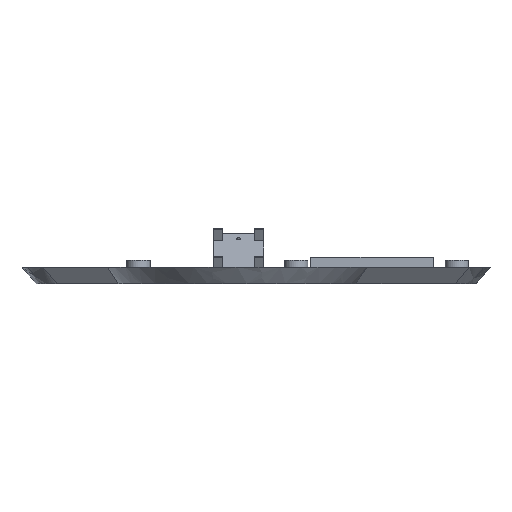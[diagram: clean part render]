
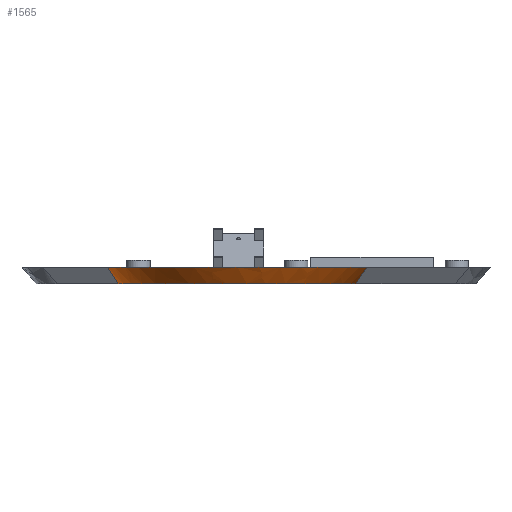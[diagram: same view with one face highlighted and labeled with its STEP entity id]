
A CAD part, left-side view. The second image highlights one B-rep face of the part: STEP entity #1565.
In plain terms, the highlighted free-form (B-spline) face has degree [3, 3] with [10, 4] control points.
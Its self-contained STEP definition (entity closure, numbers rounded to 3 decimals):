
#46=B_SPLINE_SURFACE_WITH_KNOTS('',3,3,((#3429,#3430,#3431,#3432),(#3433,
#3434,#3435,#3436),(#3437,#3438,#3439,#3440),(#3441,#3442,#3443,#3444),
(#3445,#3446,#3447,#3448),(#3449,#3450,#3451,#3452),(#3453,#3454,#3455,
#3456),(#3457,#3458,#3459,#3460),(#3461,#3462,#3463,#3464),(#3465,#3466,
#3467,#3468)),.UNSPECIFIED.,.F.,.F.,.F.,(4,1,1,1,1,1,1,4),(4,4),(0.,0.143,
0.286,0.429,0.571,0.714,
0.857,1.),(0.,1.),.UNSPECIFIED.);
#262=FACE_OUTER_BOUND('',#379,.T.);
#379=EDGE_LOOP('',(#1420,#1421,#1422,#1423));
#517=LINE('',#3428,#646);
#518=LINE('',#3471,#647);
#646=VECTOR('',#2205,7.172);
#647=VECTOR('',#2208,10.);
#702=CIRCLE('',#1768,40.);
#704=CIRCLE('',#1773,36.);
#826=VERTEX_POINT('',#2720);
#827=VERTEX_POINT('',#2722);
#838=VERTEX_POINT('',#3426);
#839=VERTEX_POINT('',#3469);
#1019=EDGE_CURVE('',#826,#827,#702,.T.);
#1038=EDGE_CURVE('',#838,#826,#517,.T.);
#1039=EDGE_CURVE('',#838,#839,#704,.T.);
#1040=EDGE_CURVE('',#839,#827,#518,.T.);
#1420=ORIENTED_EDGE('',*,*,#1039,.T.);
#1421=ORIENTED_EDGE('',*,*,#1040,.T.);
#1422=ORIENTED_EDGE('',*,*,#1019,.F.);
#1423=ORIENTED_EDGE('',*,*,#1038,.F.);
#1565=ADVANCED_FACE('',(#262),#46,.T.);
#1768=AXIS2_PLACEMENT_3D('',#2723,#2185,#2186);
#1773=AXIS2_PLACEMENT_3D('',#3470,#2206,#2207);
#2185=DIRECTION('center_axis',(0.,0.,1.));
#2186=DIRECTION('ref_axis',(-0.251,0.968,0.));
#2205=DIRECTION('',(-0.558,0.451,0.697));
#2206=DIRECTION('center_axis',(0.,0.,1.));
#2207=DIRECTION('ref_axis',(-0.167,0.986,0.));
#2208=DIRECTION('',(-0.558,-0.451,0.697));
#2720=CARTESIAN_POINT('',(0.,114.339,0.));
#2722=CARTESIAN_POINT('',(0.,36.891,0.));
#2723=CARTESIAN_POINT('Origin',(10.023,75.615,0.));
#3426=CARTESIAN_POINT('',(4.,111.108,-5.));
#3428=CARTESIAN_POINT('',(4.,111.108,-5.));
#3429=CARTESIAN_POINT('Ctrl Pts',(4.,111.108,-5.));
#3430=CARTESIAN_POINT('Ctrl Pts',(2.667,112.185,-3.333));
#3431=CARTESIAN_POINT('Ctrl Pts',(1.333,113.262,-1.667));
#3432=CARTESIAN_POINT('Ctrl Pts',(0.,114.339,
0.));
#3433=CARTESIAN_POINT('Ctrl Pts',(-0.742,110.304,-5.));
#3434=CARTESIAN_POINT('Ctrl Pts',(-2.114,111.229,-3.333));
#3435=CARTESIAN_POINT('Ctrl Pts',(-3.486,112.156,-1.667));
#3436=CARTESIAN_POINT('Ctrl Pts',(-4.859,113.082,0.));
#3437=CARTESIAN_POINT('Ctrl Pts',(-9.895,106.769,-5.));
#3438=CARTESIAN_POINT('Ctrl Pts',(-11.295,107.418,-3.333));
#3439=CARTESIAN_POINT('Ctrl Pts',(-12.696,108.067,-1.667));
#3440=CARTESIAN_POINT('Ctrl Pts',(-14.096,108.716,0.));
#3441=CARTESIAN_POINT('Ctrl Pts',(-20.475,96.532,-5.));
#3442=CARTESIAN_POINT('Ctrl Pts',(-21.843,96.866,-3.333));
#3443=CARTESIAN_POINT('Ctrl Pts',(-23.211,97.2,-1.667));
#3444=CARTESIAN_POINT('Ctrl Pts',(-24.579,97.534,0.));
#3445=CARTESIAN_POINT('Ctrl Pts',(-26.213,82.976,-5.));
#3446=CARTESIAN_POINT('Ctrl Pts',(-27.545,83.077,-3.333));
#3447=CARTESIAN_POINT('Ctrl Pts',(-28.877,83.178,-1.667));
#3448=CARTESIAN_POINT('Ctrl Pts',(-30.209,83.279,0.));
#3449=CARTESIAN_POINT('Ctrl Pts',(-26.219,68.255,-5.));
#3450=CARTESIAN_POINT('Ctrl Pts',(-27.55,68.154,-3.333));
#3451=CARTESIAN_POINT('Ctrl Pts',(-28.882,68.053,-1.667));
#3452=CARTESIAN_POINT('Ctrl Pts',(-30.214,67.952,0.));
#3453=CARTESIAN_POINT('Ctrl Pts',(-20.47,54.702,-5.));
#3454=CARTESIAN_POINT('Ctrl Pts',(-21.838,54.368,-3.333));
#3455=CARTESIAN_POINT('Ctrl Pts',(-23.207,54.034,-1.667));
#3456=CARTESIAN_POINT('Ctrl Pts',(-24.575,53.7,0.));
#3457=CARTESIAN_POINT('Ctrl Pts',(-9.898,44.46,-5.));
#3458=CARTESIAN_POINT('Ctrl Pts',(-11.298,43.811,-3.333));
#3459=CARTESIAN_POINT('Ctrl Pts',(-12.698,43.162,-1.667));
#3460=CARTESIAN_POINT('Ctrl Pts',(-14.099,42.513,0.));
#3461=CARTESIAN_POINT('Ctrl Pts',(-0.742,40.927,-5.));
#3462=CARTESIAN_POINT('Ctrl Pts',(-2.114,40.001,-3.333));
#3463=CARTESIAN_POINT('Ctrl Pts',(-3.486,39.075,-1.667));
#3464=CARTESIAN_POINT('Ctrl Pts',(-4.859,38.149,0.));
#3465=CARTESIAN_POINT('Ctrl Pts',(4.,40.123,-5.));
#3466=CARTESIAN_POINT('Ctrl Pts',(2.667,39.046,-3.333));
#3467=CARTESIAN_POINT('Ctrl Pts',(1.333,37.969,-1.667));
#3468=CARTESIAN_POINT('Ctrl Pts',(0.,36.891,
0.));
#3469=CARTESIAN_POINT('',(4.,40.123,-5.));
#3470=CARTESIAN_POINT('Origin',(10.023,75.615,-5.));
#3471=CARTESIAN_POINT('',(4.,40.123,-5.));
